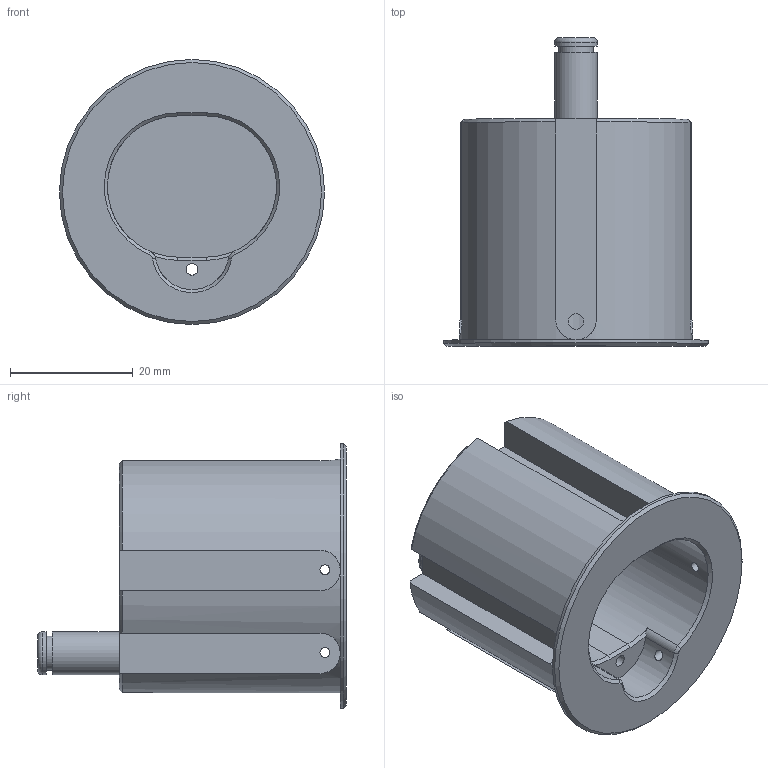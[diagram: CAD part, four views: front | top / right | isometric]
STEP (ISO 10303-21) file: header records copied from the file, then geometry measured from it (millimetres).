
FILE_DESCRIPTION(/* description */ (''),/* implementation_level */ '2;1');
FILE_NAME(/* name */ 'nosepoke_push2conn v2.step',/* time_stamp */ '2018-11-15T11:28:18-05:00',/* author */ (''),/* organization */ (''),/* preprocessor_version */ 'ST-DEVELOPER v17.2',/* originating_system */ 'Autodesk Translation Framework v7.6.0.251',/* authorisation */ '');
FILE_SCHEMA (('AUTOMOTIVE_DESIGN { 1 0 10303 214 3 1 1 }'));
Length unit declared in the file: millimetre
Products named in the file (2): nosepoke_push2conn; 52065K211
Assembly tree (1 placements, depth 2):
  nosepoke_push2conn
    52065K211
Bounding box: 43.18 x 50.3 x 43.18 mm (x, y, z)
Volume: 20476.4 mm3; surface area: 12152.4 mm2
Topology: 3 solids, 3 shells, 102 faces, 265 edges, 176 vertices
Faces by surface type: cylinder 42, plane 39, cone 17, torus 2, bspline 2
Full cylindrical faces by diameter (mm): 1.6 x4, 1.9 x1, 2.075 x2, 2.5 x1, 3.175 x1, 3.533 x4, 4.067 x1, 4.564 x3, 5.6 x1, 7 x2, 43.18 x1
Entity records: 4980 total; most frequent: CARTESIAN_POINT 2438, ORIENTED_EDGE 530, DIRECTION 501, EDGE_CURVE 265, AXIS2_PLACEMENT_3D 194, VERTEX_POINT 176, EDGE_LOOP 125, LINE 113
